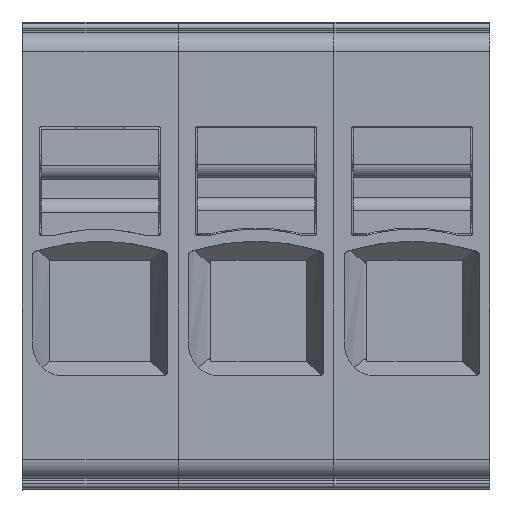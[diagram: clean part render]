
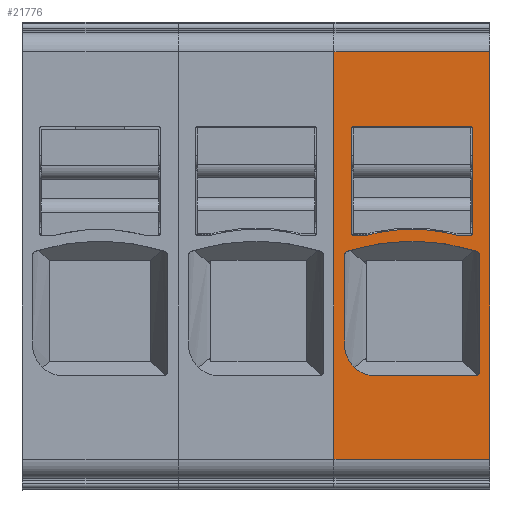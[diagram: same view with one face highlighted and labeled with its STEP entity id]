
A CAD part, top view. The second image highlights one B-rep face of the part: STEP entity #21776.
In plain terms, the highlighted planar face has unit normal (0, 0, 1).
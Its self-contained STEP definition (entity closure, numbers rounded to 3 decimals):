
#21592=AXIS2_PLACEMENT_3D('Plane Axis2P3D',#21589,#21590,#21591) ;
#21614=AXIS2_PLACEMENT_3D('Circle Axis2P3D',#21612,#21613,$) ;
#21630=AXIS2_PLACEMENT_3D('Circle Axis2P3D',#21628,#21629,$) ;
#21637=AXIS2_PLACEMENT_3D('Circle Axis2P3D',#21635,#21636,$) ;
#21644=AXIS2_PLACEMENT_3D('Circle Axis2P3D',#21642,#21643,$) ;
#21658=AXIS2_PLACEMENT_3D('Circle Axis2P3D',#21656,#21657,$) ;
#21680=AXIS2_PLACEMENT_3D('Circle Axis2P3D',#21678,#21679,$) ;
#21696=AXIS2_PLACEMENT_3D('Circle Axis2P3D',#21694,#21695,$) ;
#21710=AXIS2_PLACEMENT_3D('Circle Axis2P3D',#21708,#21709,$) ;
#21724=AXIS2_PLACEMENT_3D('Circle Axis2P3D',#21722,#21723,$) ;
#21738=AXIS2_PLACEMENT_3D('Circle Axis2P3D',#21736,#21737,$) ;
#21745=AXIS2_PLACEMENT_3D('Circle Axis2P3D',#21743,#21744,$) ;
#21752=AXIS2_PLACEMENT_3D('Circle Axis2P3D',#21750,#21751,$) ;
#21444=CARTESIAN_POINT('Vertex',(24.3,22.725,50.95)) ;
#21447=CARTESIAN_POINT('Line Origine',(24.3,12.15,50.95)) ;
#21451=CARTESIAN_POINT('Vertex',(24.3,1.575,50.95)) ;
#21563=CARTESIAN_POINT('Line Origine',(20.6,1.575,50.95)) ;
#21567=CARTESIAN_POINT('Vertex',(16.2,1.575,50.95)) ;
#21589=CARTESIAN_POINT('Axis2P3D Location',(16.2,8.3,50.95)) ;
#21594=CARTESIAN_POINT('Line Origine',(20.25,22.725,50.95)) ;
#21598=CARTESIAN_POINT('Vertex',(16.2,22.725,50.95)) ;
#21601=CARTESIAN_POINT('Line Origine',(16.2,12.15,50.95)) ;
#21612=CARTESIAN_POINT('Axis2P3D Location',(18.35,7.5,50.95)) ;
#21616=CARTESIAN_POINT('Vertex',(16.75,7.5,50.95)) ;
#21618=CARTESIAN_POINT('Vertex',(18.35,5.9,50.95)) ;
#21621=CARTESIAN_POINT('Line Origine',(16.75,9.842,50.95)) ;
#21625=CARTESIAN_POINT('Vertex',(16.75,12.183,50.95)) ;
#21628=CARTESIAN_POINT('Axis2P3D Location',(16.95,12.183,50.95)) ;
#21632=CARTESIAN_POINT('Vertex',(16.889,12.374,50.95)) ;
#21635=CARTESIAN_POINT('Axis2P3D Location',(20.25,1.9,50.95)) ;
#21639=CARTESIAN_POINT('Vertex',(23.611,12.374,50.95)) ;
#21642=CARTESIAN_POINT('Axis2P3D Location',(23.55,12.183,50.95)) ;
#21646=CARTESIAN_POINT('Vertex',(23.75,12.183,50.95)) ;
#21649=CARTESIAN_POINT('Line Origine',(23.75,9.142,50.95)) ;
#21653=CARTESIAN_POINT('Vertex',(23.75,6.1,50.95)) ;
#21656=CARTESIAN_POINT('Axis2P3D Location',(23.55,6.1,50.95)) ;
#21660=CARTESIAN_POINT('Vertex',(23.55,5.9,50.95)) ;
#21663=CARTESIAN_POINT('Line Origine',(20.95,5.9,50.95)) ;
#21678=CARTESIAN_POINT('Axis2P3D Location',(17.2,13.3,50.95)) ;
#21682=CARTESIAN_POINT('Vertex',(17.1,13.3,50.95)) ;
#21684=CARTESIAN_POINT('Vertex',(17.2,13.2,50.95)) ;
#21687=CARTESIAN_POINT('Line Origine',(17.1,16.025,50.95)) ;
#21691=CARTESIAN_POINT('Vertex',(17.1,18.75,50.95)) ;
#21694=CARTESIAN_POINT('Axis2P3D Location',(17.2,18.75,50.95)) ;
#21698=CARTESIAN_POINT('Vertex',(17.2,18.85,50.95)) ;
#21701=CARTESIAN_POINT('Line Origine',(20.25,18.85,50.95)) ;
#21705=CARTESIAN_POINT('Vertex',(23.3,18.85,50.95)) ;
#21708=CARTESIAN_POINT('Axis2P3D Location',(23.3,18.75,50.95)) ;
#21712=CARTESIAN_POINT('Vertex',(23.4,18.75,50.95)) ;
#21715=CARTESIAN_POINT('Line Origine',(23.4,16.025,50.95)) ;
#21719=CARTESIAN_POINT('Vertex',(23.4,13.3,50.95)) ;
#21722=CARTESIAN_POINT('Axis2P3D Location',(23.3,13.3,50.95)) ;
#21726=CARTESIAN_POINT('Vertex',(23.3,13.2,50.95)) ;
#21729=CARTESIAN_POINT('Line Origine',(22.95,13.2,50.95)) ;
#21733=CARTESIAN_POINT('Vertex',(22.6,13.2,50.95)) ;
#21736=CARTESIAN_POINT('Axis2P3D Location',(18.971,-1.56,50.95)) ;
#21740=CARTESIAN_POINT('Vertex',(21.789,13.376,50.95)) ;
#21743=CARTESIAN_POINT('Axis2P3D Location',(20.25,5.22,50.95)) ;
#21747=CARTESIAN_POINT('Vertex',(18.711,13.376,50.95)) ;
#21750=CARTESIAN_POINT('Axis2P3D Location',(21.529,-1.56,50.95)) ;
#21754=CARTESIAN_POINT('Vertex',(17.9,13.2,50.95)) ;
#21757=CARTESIAN_POINT('Line Origine',(17.55,13.2,50.95)) ;
#21448=DIRECTION('Vector Direction',(0.,-1.,0.)) ;
#21564=DIRECTION('Vector Direction',(1.,0.,0.)) ;
#21590=DIRECTION('Axis2P3D Direction',(0.,0.,-1.)) ;
#21591=DIRECTION('Axis2P3D XDirection',(1.,0.,0.)) ;
#21595=DIRECTION('Vector Direction',(1.,0.,0.)) ;
#21602=DIRECTION('Vector Direction',(0.,-1.,0.)) ;
#21613=DIRECTION('Axis2P3D Direction',(0.,0.,-1.)) ;
#21622=DIRECTION('Vector Direction',(0.,-1.,0.)) ;
#21629=DIRECTION('Axis2P3D Direction',(0.,0.,-1.)) ;
#21636=DIRECTION('Axis2P3D Direction',(0.,0.,-1.)) ;
#21643=DIRECTION('Axis2P3D Direction',(0.,0.,-1.)) ;
#21650=DIRECTION('Vector Direction',(0.,-1.,0.)) ;
#21657=DIRECTION('Axis2P3D Direction',(0.,0.,-1.)) ;
#21664=DIRECTION('Vector Direction',(1.,0.,0.)) ;
#21679=DIRECTION('Axis2P3D Direction',(0.,0.,-1.)) ;
#21688=DIRECTION('Vector Direction',(0.,1.,0.)) ;
#21695=DIRECTION('Axis2P3D Direction',(0.,0.,-1.)) ;
#21702=DIRECTION('Vector Direction',(-1.,0.,0.)) ;
#21709=DIRECTION('Axis2P3D Direction',(0.,0.,-1.)) ;
#21716=DIRECTION('Vector Direction',(0.,1.,0.)) ;
#21723=DIRECTION('Axis2P3D Direction',(0.,0.,-1.)) ;
#21730=DIRECTION('Vector Direction',(-1.,0.,0.)) ;
#21737=DIRECTION('Axis2P3D Direction',(0.,0.,-1.)) ;
#21744=DIRECTION('Axis2P3D Direction',(0.,0.,-1.)) ;
#21751=DIRECTION('Axis2P3D Direction',(0.,0.,-1.)) ;
#21758=DIRECTION('Vector Direction',(-1.,0.,0.)) ;
#21449=VECTOR('Line Direction',#21448,1.) ;
#21565=VECTOR('Line Direction',#21564,1.) ;
#21596=VECTOR('Line Direction',#21595,1.) ;
#21603=VECTOR('Line Direction',#21602,1.) ;
#21623=VECTOR('Line Direction',#21622,1.) ;
#21651=VECTOR('Line Direction',#21650,1.) ;
#21665=VECTOR('Line Direction',#21664,1.) ;
#21689=VECTOR('Line Direction',#21688,1.) ;
#21703=VECTOR('Line Direction',#21702,1.) ;
#21717=VECTOR('Line Direction',#21716,1.) ;
#21731=VECTOR('Line Direction',#21730,1.) ;
#21759=VECTOR('Line Direction',#21758,1.) ;
#21607=ORIENTED_EDGE('',*,*,#21569,.T.) ;
#21608=ORIENTED_EDGE('',*,*,#21453,.F.) ;
#21609=ORIENTED_EDGE('',*,*,#21600,.F.) ;
#21610=ORIENTED_EDGE('',*,*,#21605,.T.) ;
#21669=ORIENTED_EDGE('',*,*,#21620,.F.) ;
#21670=ORIENTED_EDGE('',*,*,#21627,.F.) ;
#21671=ORIENTED_EDGE('',*,*,#21634,.F.) ;
#21672=ORIENTED_EDGE('',*,*,#21641,.F.) ;
#21673=ORIENTED_EDGE('',*,*,#21648,.F.) ;
#21674=ORIENTED_EDGE('',*,*,#21655,.T.) ;
#21675=ORIENTED_EDGE('',*,*,#21662,.F.) ;
#21676=ORIENTED_EDGE('',*,*,#21667,.F.) ;
#21763=ORIENTED_EDGE('',*,*,#21686,.F.) ;
#21764=ORIENTED_EDGE('',*,*,#21693,.T.) ;
#21765=ORIENTED_EDGE('',*,*,#21700,.F.) ;
#21766=ORIENTED_EDGE('',*,*,#21707,.F.) ;
#21767=ORIENTED_EDGE('',*,*,#21714,.F.) ;
#21768=ORIENTED_EDGE('',*,*,#21721,.F.) ;
#21769=ORIENTED_EDGE('',*,*,#21728,.F.) ;
#21770=ORIENTED_EDGE('',*,*,#21735,.T.) ;
#21771=ORIENTED_EDGE('',*,*,#21742,.T.) ;
#21772=ORIENTED_EDGE('',*,*,#21749,.T.) ;
#21773=ORIENTED_EDGE('',*,*,#21756,.T.) ;
#21774=ORIENTED_EDGE('',*,*,#21761,.T.) ;
#21677=FACE_BOUND('',#21668,.T.) ;
#21775=FACE_BOUND('',#21762,.T.) ;
#21776=ADVANCED_FACE('MLD_APG_6_MI.1\\MLD_APG_6_MI',(#21611,#21677,#21775),#21593,.F.) ;
#21615=CIRCLE('generated circle',#21614,1.6) ;
#21631=CIRCLE('generated circle',#21630,0.2) ;
#21638=CIRCLE('generated circle',#21637,11.) ;
#21645=CIRCLE('generated circle',#21644,0.2) ;
#21659=CIRCLE('generated circle',#21658,0.2) ;
#21681=CIRCLE('generated circle',#21680,0.1) ;
#21697=CIRCLE('generated circle',#21696,0.1) ;
#21711=CIRCLE('generated circle',#21710,0.1) ;
#21725=CIRCLE('generated circle',#21724,0.1) ;
#21739=CIRCLE('generated circle',#21738,15.2) ;
#21746=CIRCLE('generated circle',#21745,8.3) ;
#21753=CIRCLE('generated circle',#21752,15.2) ;
#21453=EDGE_CURVE('',#21445,#21452,#21450,.T.) ;
#21569=EDGE_CURVE('',#21568,#21452,#21566,.T.) ;
#21600=EDGE_CURVE('',#21599,#21445,#21597,.T.) ;
#21605=EDGE_CURVE('',#21599,#21568,#21604,.T.) ;
#21620=EDGE_CURVE('',#21617,#21619,#21615,.F.) ;
#21627=EDGE_CURVE('',#21626,#21617,#21624,.T.) ;
#21634=EDGE_CURVE('',#21633,#21626,#21631,.F.) ;
#21641=EDGE_CURVE('',#21640,#21633,#21638,.F.) ;
#21648=EDGE_CURVE('',#21647,#21640,#21645,.F.) ;
#21655=EDGE_CURVE('',#21647,#21654,#21652,.T.) ;
#21662=EDGE_CURVE('',#21661,#21654,#21659,.F.) ;
#21667=EDGE_CURVE('',#21619,#21661,#21666,.T.) ;
#21686=EDGE_CURVE('',#21683,#21685,#21681,.F.) ;
#21693=EDGE_CURVE('',#21683,#21692,#21690,.T.) ;
#21700=EDGE_CURVE('',#21699,#21692,#21697,.F.) ;
#21707=EDGE_CURVE('',#21706,#21699,#21704,.T.) ;
#21714=EDGE_CURVE('',#21713,#21706,#21711,.F.) ;
#21721=EDGE_CURVE('',#21720,#21713,#21718,.T.) ;
#21728=EDGE_CURVE('',#21727,#21720,#21725,.F.) ;
#21735=EDGE_CURVE('',#21727,#21734,#21732,.T.) ;
#21742=EDGE_CURVE('',#21734,#21741,#21739,.F.) ;
#21749=EDGE_CURVE('',#21741,#21748,#21746,.F.) ;
#21756=EDGE_CURVE('',#21748,#21755,#21753,.F.) ;
#21761=EDGE_CURVE('',#21755,#21685,#21760,.T.) ;
#21606=EDGE_LOOP('',(#21607,#21608,#21609,#21610)) ;
#21668=EDGE_LOOP('',(#21669,#21670,#21671,#21672,#21673,#21674,#21675,#21676)) ;
#21762=EDGE_LOOP('',(#21763,#21764,#21765,#21766,#21767,#21768,#21769,#21770,#21771,#21772,#21773,#21774)) ;
#21611=FACE_OUTER_BOUND('',#21606,.T.) ;
#21450=LINE('Line',#21447,#21449) ;
#21566=LINE('Line',#21563,#21565) ;
#21597=LINE('Line',#21594,#21596) ;
#21604=LINE('Line',#21601,#21603) ;
#21624=LINE('Line',#21621,#21623) ;
#21652=LINE('Line',#21649,#21651) ;
#21666=LINE('Line',#21663,#21665) ;
#21690=LINE('Line',#21687,#21689) ;
#21704=LINE('Line',#21701,#21703) ;
#21718=LINE('Line',#21715,#21717) ;
#21732=LINE('Line',#21729,#21731) ;
#21760=LINE('Line',#21757,#21759) ;
#21593=PLANE('',#21592) ;
#21445=VERTEX_POINT('',#21444) ;
#21452=VERTEX_POINT('',#21451) ;
#21568=VERTEX_POINT('',#21567) ;
#21599=VERTEX_POINT('',#21598) ;
#21617=VERTEX_POINT('',#21616) ;
#21619=VERTEX_POINT('',#21618) ;
#21626=VERTEX_POINT('',#21625) ;
#21633=VERTEX_POINT('',#21632) ;
#21640=VERTEX_POINT('',#21639) ;
#21647=VERTEX_POINT('',#21646) ;
#21654=VERTEX_POINT('',#21653) ;
#21661=VERTEX_POINT('',#21660) ;
#21683=VERTEX_POINT('',#21682) ;
#21685=VERTEX_POINT('',#21684) ;
#21692=VERTEX_POINT('',#21691) ;
#21699=VERTEX_POINT('',#21698) ;
#21706=VERTEX_POINT('',#21705) ;
#21713=VERTEX_POINT('',#21712) ;
#21720=VERTEX_POINT('',#21719) ;
#21727=VERTEX_POINT('',#21726) ;
#21734=VERTEX_POINT('',#21733) ;
#21741=VERTEX_POINT('',#21740) ;
#21748=VERTEX_POINT('',#21747) ;
#21755=VERTEX_POINT('',#21754) ;
